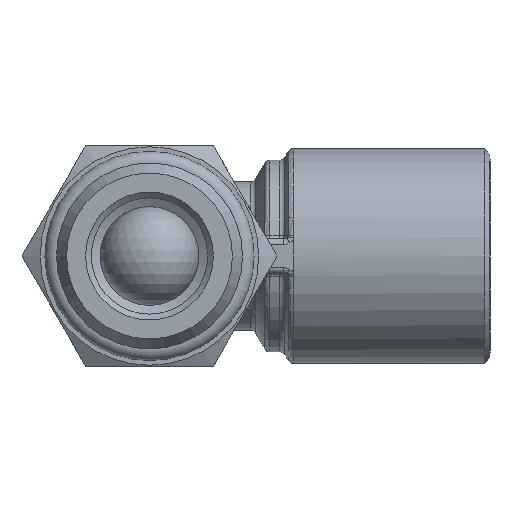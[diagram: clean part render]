
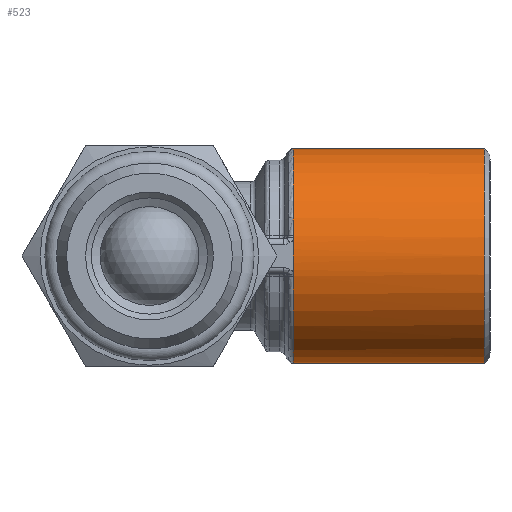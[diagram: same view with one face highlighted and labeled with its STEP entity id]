
A CAD part, front view. The second image highlights one B-rep face of the part: STEP entity #523.
In plain terms, the highlighted cylindrical face has radius 9.25 mm (diameter 18.5 mm), a full revolution.
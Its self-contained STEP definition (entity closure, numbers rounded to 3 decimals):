
#523 = ADVANCED_FACE( 'NONE', ( #1190, #1191 ), #1192, .T. );
#1190 = FACE_OUTER_BOUND( '', #3347, .T. );
#1191 = FACE_OUTER_BOUND( '', #3348, .T. );
#1192 = CYLINDRICAL_SURFACE( '', #3349, 9.25 );
#3347 = EDGE_LOOP( '', ( #5989, #5990, #5991 ) );
#3348 = EDGE_LOOP( '', ( #5992 ) );
#3349 = AXIS2_PLACEMENT_3D( '', #5993, #5994, #5995 );
#5989 = ORIENTED_EDGE( '', *, *, #7619, .T. );
#5990 = ORIENTED_EDGE( '', *, *, #7354, .T. );
#5991 = ORIENTED_EDGE( '', *, *, #7620, .T. );
#5992 = ORIENTED_EDGE( '', *, *, #7067, .F. );
#5993 = CARTESIAN_POINT( '', ( 0., 0., 0. ) );
#5994 = DIRECTION( '', ( 1., 0., 0. ) );
#5995 = DIRECTION( '', ( 0., 0., 1. ) );
#7067 = EDGE_CURVE( 'NONE', #7955, #7955, #7956, .T. );
#7354 = EDGE_CURVE( 'NONE', #8323, #8442, #8444, .T. );
#7619 = EDGE_CURVE( 'NONE', #8847, #8323, #8848, .T. );
#7620 = EDGE_CURVE( 'NONE', #8442, #8847, #8849, .T. );
#7955 = VERTEX_POINT( '', #9262 );
#7956 = CIRCLE( '', #9263, 9.25 );
#8323 = VERTEX_POINT( 'NONE', #10261 );
#8442 = VERTEX_POINT( 'NONE', #10589 );
#8444 = CIRCLE( '', #10592, 9.25 );
#8847 = VERTEX_POINT( 'NONE', #12093 );
#8848 = CIRCLE( '', #12094, 9.25 );
#8849 = CIRCLE( '', #12095, 9.25 );
#9262 = CARTESIAN_POINT( '', ( 28.8, 0., 9.25 ) );
#9263 = AXIS2_PLACEMENT_3D( '', #13528, #13529, #13530 );
#10261 = CARTESIAN_POINT( '', ( 12.355, -9.084, 1.743 ) );
#10589 = CARTESIAN_POINT( '', ( 12.355, -9.25, 0. ) );
#10592 = AXIS2_PLACEMENT_3D( '', #13773, #13774, #13775 );
#12093 = CARTESIAN_POINT( '', ( 12.355, -9.084, -1.743 ) );
#12094 = AXIS2_PLACEMENT_3D( '', #13941, #13942, #13943 );
#12095 = AXIS2_PLACEMENT_3D( '', #13944, #13945, #13946 );
#13528 = CARTESIAN_POINT( '', ( 28.8, 0., 0. ) );
#13529 = DIRECTION( '', ( 1., 0., 0. ) );
#13530 = DIRECTION( '', ( 0., 0., 1. ) );
#13773 = CARTESIAN_POINT( '', ( 12.355, 0., 0. ) );
#13774 = DIRECTION( '', ( 1., 0., 0. ) );
#13775 = DIRECTION( '', ( 0., 0., -1. ) );
#13941 = CARTESIAN_POINT( '', ( 12.355, 0., 0. ) );
#13942 = DIRECTION( '', ( 1., 0., 0. ) );
#13943 = DIRECTION( '', ( 0., 0., -1. ) );
#13944 = CARTESIAN_POINT( '', ( 12.355, 0., 0. ) );
#13945 = DIRECTION( '', ( 1., 0., 0. ) );
#13946 = DIRECTION( '', ( 0., 0., -1. ) );
